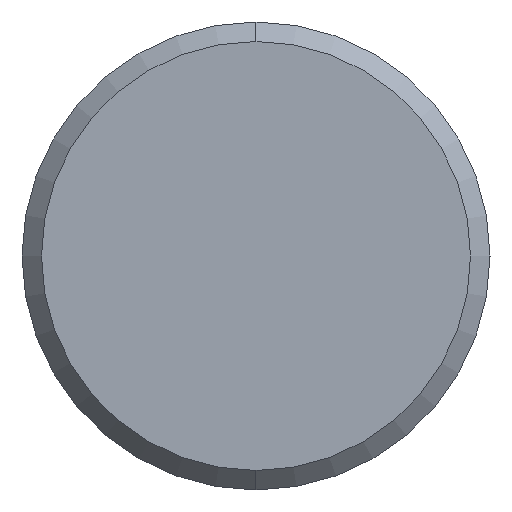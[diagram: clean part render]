
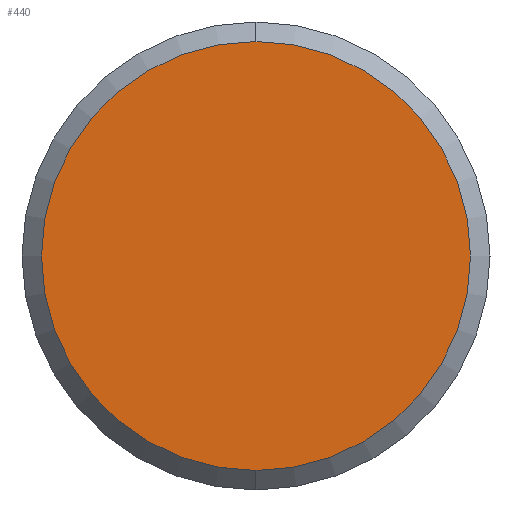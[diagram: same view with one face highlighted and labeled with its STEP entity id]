
A CAD part, left-side view. The second image highlights one B-rep face of the part: STEP entity #440.
In plain terms, the highlighted face is planar.
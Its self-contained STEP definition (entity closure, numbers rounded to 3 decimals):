
#239=CARTESIAN_POINT('',(0.,0.,0.));
#240=DIRECTION('',(0.,0.,1.));
#241=DIRECTION('',(-1.,0.,0.));
#242=AXIS2_PLACEMENT_3D('',#239,#240,#241);
#247=CARTESIAN_POINT('',(0.,0.,0.));
#248=DIRECTION('',(0.,0.,-1.));
#249=DIRECTION('',(-1.,0.,0.));
#250=AXIS2_PLACEMENT_3D('',#247,#248,#249);
#256=CARTESIAN_POINT('',(-2.75,0.,0.));
#258=VERTEX_POINT('',#256);
#260=CARTESIAN_POINT('',(2.75,0.,0.));
#262=VERTEX_POINT('',#260);
#431=CARTESIAN_POINT('',(0.,0.,0.));
#432=DIRECTION('',(0.,0.,-1.));
#433=DIRECTION('',(1.,0.,0.));
#434=AXIS2_PLACEMENT_3D('',#431,#432,#433);
#435=PLANE('',#434);
#436=ORIENTED_EDGE('',*,*,#410,.F.);
#437=ORIENTED_EDGE('',*,*,#426,.T.);
#438=EDGE_LOOP('',(#436,#437));
#439=FACE_OUTER_BOUND('',#438,.F.);
#243=CIRCLE('',#242,2.75);
#251=CIRCLE('',#250,2.75);
#410=EDGE_CURVE('',#258,#262,#243,.T.);
#426=EDGE_CURVE('',#258,#262,#251,.T.);
#440=ADVANCED_FACE('',(#439),#435,.F.);
